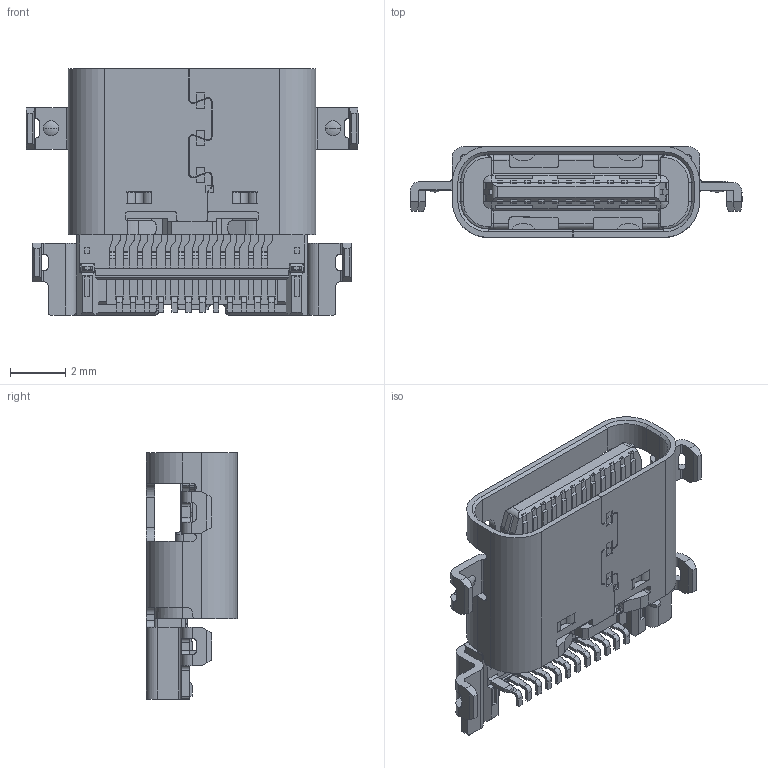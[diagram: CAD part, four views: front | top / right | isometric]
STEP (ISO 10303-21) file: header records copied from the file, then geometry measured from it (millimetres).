
FILE_DESCRIPTION (( 'STEP AP214' ), '1' );
FILE_NAME ('DX07B024JJ3R1600.STEP', '2020-08-03T07:34:04', ( '' ), ( '' ), 'SwSTEP 2.0', 'SolidWorks 2017', '' );
FILE_SCHEMA (( 'AUTOMOTIVE_DESIGN' ));
Length unit declared in the file: millimetre
Products named in the file (1): DX07B024JJ3R1600
Bounding box: 12 x 3.29 x 8.9 mm (x, y, z)
Volume: 121.7 mm3; surface area: 671.1 mm2
Topology: 54 solids, 54 shells, 1471 faces, 3958 edges, 2581 vertices
Faces by surface type: plane 1096, cylinder 340, cone 21, torus 14
Entity records: 46257 total; most frequent: CARTESIAN_POINT 8292, ORIENTED_EDGE 7916, DIRECTION 7553, EDGE_CURVE 3958, LINE 3199, VECTOR 3199, VERTEX_POINT 2581, AXIS2_PLACEMENT_3D 2177
